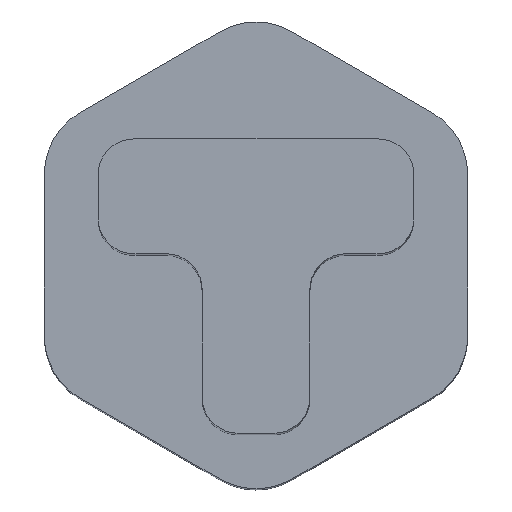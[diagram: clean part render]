
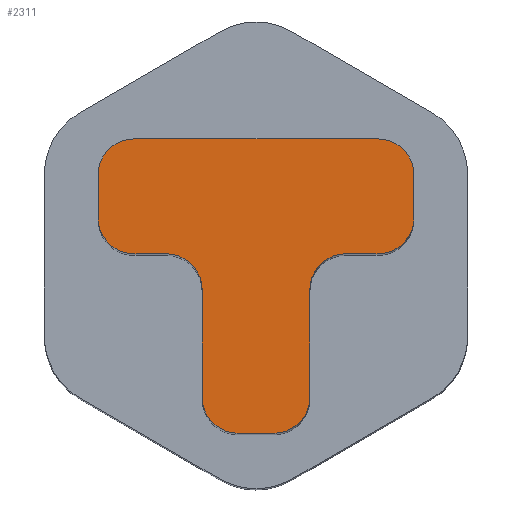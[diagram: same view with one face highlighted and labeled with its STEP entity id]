
A CAD part, top view. The second image highlights one B-rep face of the part: STEP entity #2311.
In plain terms, the highlighted planar face has unit normal (0, 0, 1).
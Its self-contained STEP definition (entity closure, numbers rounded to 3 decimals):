
#1848=AXIS2_PLACEMENT_3D('Circle Axis2P3D',#1846,#1847,$) ;
#1905=AXIS2_PLACEMENT_3D('Circle Axis2P3D',#1903,#1904,$) ;
#1955=AXIS2_PLACEMENT_3D('Circle Axis2P3D',#1953,#1954,$) ;
#2005=AXIS2_PLACEMENT_3D('Circle Axis2P3D',#2003,#2004,$) ;
#2055=AXIS2_PLACEMENT_3D('Circle Axis2P3D',#2053,#2054,$) ;
#2105=AXIS2_PLACEMENT_3D('Circle Axis2P3D',#2103,#2104,$) ;
#2155=AXIS2_PLACEMENT_3D('Circle Axis2P3D',#2153,#2154,$) ;
#2200=AXIS2_PLACEMENT_3D('Circle Axis2P3D',#2198,#2199,$) ;
#2291=AXIS2_PLACEMENT_3D('Plane Axis2P3D',#2288,#2289,#2290) ;
#1846=CARTESIAN_POINT('Axis2P3D Location',(3.2,1.252,28.6)) ;
#1850=CARTESIAN_POINT('Vertex',(3.7,1.252,28.6)) ;
#1852=CARTESIAN_POINT('Vertex',(3.2,0.752,28.6)) ;
#1878=CARTESIAN_POINT('Line Origine',(2.95,0.752,28.6)) ;
#1882=CARTESIAN_POINT('Vertex',(2.7,0.752,28.6)) ;
#1903=CARTESIAN_POINT('Axis2P3D Location',(2.7,1.252,28.6)) ;
#1907=CARTESIAN_POINT('Vertex',(2.2,1.252,28.6)) ;
#1932=CARTESIAN_POINT('Vertex',(2.2,2.752,28.6)) ;
#1935=CARTESIAN_POINT('Line Origine',(2.2,2.002,28.6)) ;
#1953=CARTESIAN_POINT('Axis2P3D Location',(1.7,2.752,28.6)) ;
#1957=CARTESIAN_POINT('Vertex',(1.7,3.252,28.6)) ;
#1982=CARTESIAN_POINT('Vertex',(1.25,3.252,28.6)) ;
#1985=CARTESIAN_POINT('Line Origine',(1.475,3.252,28.6)) ;
#2003=CARTESIAN_POINT('Axis2P3D Location',(1.25,3.752,28.6)) ;
#2007=CARTESIAN_POINT('Vertex',(0.75,3.752,28.6)) ;
#2032=CARTESIAN_POINT('Vertex',(0.75,4.352,28.6)) ;
#2035=CARTESIAN_POINT('Line Origine',(0.75,4.052,28.6)) ;
#2053=CARTESIAN_POINT('Axis2P3D Location',(1.25,4.352,28.6)) ;
#2057=CARTESIAN_POINT('Vertex',(1.25,4.852,28.6)) ;
#2082=CARTESIAN_POINT('Vertex',(4.65,4.852,28.6)) ;
#2085=CARTESIAN_POINT('Line Origine',(2.95,4.852,28.6)) ;
#2103=CARTESIAN_POINT('Axis2P3D Location',(4.65,4.352,28.6)) ;
#2107=CARTESIAN_POINT('Vertex',(5.15,4.352,28.6)) ;
#2132=CARTESIAN_POINT('Vertex',(5.15,3.752,28.6)) ;
#2135=CARTESIAN_POINT('Line Origine',(5.15,4.052,28.6)) ;
#2153=CARTESIAN_POINT('Axis2P3D Location',(4.65,3.752,28.6)) ;
#2157=CARTESIAN_POINT('Vertex',(4.65,3.252,28.6)) ;
#2177=CARTESIAN_POINT('Vertex',(4.2,3.252,28.6)) ;
#2180=CARTESIAN_POINT('Line Origine',(4.425,3.252,28.6)) ;
#2198=CARTESIAN_POINT('Axis2P3D Location',(4.2,2.752,28.6)) ;
#2202=CARTESIAN_POINT('Vertex',(3.7,2.752,28.6)) ;
#2223=CARTESIAN_POINT('Line Origine',(3.7,2.002,28.6)) ;
#2288=CARTESIAN_POINT('Axis2P3D Location',(0.,0.,28.6)) ;
#1847=DIRECTION('Axis2P3D Direction',(0.,0.,1.)) ;
#1879=DIRECTION('Vector Direction',(-1.,0.,0.)) ;
#1904=DIRECTION('Axis2P3D Direction',(0.,0.,1.)) ;
#1936=DIRECTION('Vector Direction',(0.,1.,0.)) ;
#1954=DIRECTION('Axis2P3D Direction',(0.,0.,1.)) ;
#1986=DIRECTION('Vector Direction',(-1.,0.,0.)) ;
#2004=DIRECTION('Axis2P3D Direction',(0.,0.,1.)) ;
#2036=DIRECTION('Vector Direction',(0.,1.,0.)) ;
#2054=DIRECTION('Axis2P3D Direction',(0.,-0.,1.)) ;
#2086=DIRECTION('Vector Direction',(1.,0.,0.)) ;
#2104=DIRECTION('Axis2P3D Direction',(-0.,0.,1.)) ;
#2136=DIRECTION('Vector Direction',(0.,-1.,0.)) ;
#2154=DIRECTION('Axis2P3D Direction',(0.,0.,1.)) ;
#2181=DIRECTION('Vector Direction',(-1.,0.,0.)) ;
#2199=DIRECTION('Axis2P3D Direction',(0.,-0.,1.)) ;
#2224=DIRECTION('Vector Direction',(0.,-1.,0.)) ;
#2289=DIRECTION('Axis2P3D Direction',(0.,0.,1.)) ;
#2290=DIRECTION('Axis2P3D XDirection',(1.,0.,0.)) ;
#1880=VECTOR('Line Direction',#1879,1.) ;
#1937=VECTOR('Line Direction',#1936,1.) ;
#1987=VECTOR('Line Direction',#1986,1.) ;
#2037=VECTOR('Line Direction',#2036,1.) ;
#2087=VECTOR('Line Direction',#2086,1.) ;
#2137=VECTOR('Line Direction',#2136,1.) ;
#2182=VECTOR('Line Direction',#2181,1.) ;
#2225=VECTOR('Line Direction',#2224,1.) ;
#2294=ORIENTED_EDGE('',*,*,#2227,.T.) ;
#2295=ORIENTED_EDGE('',*,*,#2204,.T.) ;
#2296=ORIENTED_EDGE('',*,*,#2184,.T.) ;
#2297=ORIENTED_EDGE('',*,*,#2159,.F.) ;
#2298=ORIENTED_EDGE('',*,*,#2139,.T.) ;
#2299=ORIENTED_EDGE('',*,*,#2109,.F.) ;
#2300=ORIENTED_EDGE('',*,*,#2089,.T.) ;
#2301=ORIENTED_EDGE('',*,*,#2059,.F.) ;
#2302=ORIENTED_EDGE('',*,*,#2039,.T.) ;
#2303=ORIENTED_EDGE('',*,*,#2009,.F.) ;
#2304=ORIENTED_EDGE('',*,*,#1989,.T.) ;
#2305=ORIENTED_EDGE('',*,*,#1959,.T.) ;
#2306=ORIENTED_EDGE('',*,*,#1939,.T.) ;
#2307=ORIENTED_EDGE('',*,*,#1909,.F.) ;
#2308=ORIENTED_EDGE('',*,*,#1884,.T.) ;
#2309=ORIENTED_EDGE('',*,*,#1854,.F.) ;
#2311=ADVANCED_FACE('Hauptkoerper',(#2310),#2292,.T.) ;
#1849=CIRCLE('generated circle',#1848,0.5) ;
#1906=CIRCLE('generated circle',#1905,0.5) ;
#1956=CIRCLE('generated circle',#1955,0.5) ;
#2006=CIRCLE('generated circle',#2005,0.5) ;
#2056=CIRCLE('generated circle',#2055,0.5) ;
#2106=CIRCLE('generated circle',#2105,0.5) ;
#2156=CIRCLE('generated circle',#2155,0.5) ;
#2201=CIRCLE('generated circle',#2200,0.5) ;
#1854=EDGE_CURVE('',#1851,#1853,#1849,.F.) ;
#1884=EDGE_CURVE('',#1883,#1853,#1881,.F.) ;
#1909=EDGE_CURVE('',#1883,#1908,#1906,.F.) ;
#1939=EDGE_CURVE('',#1933,#1908,#1938,.F.) ;
#1959=EDGE_CURVE('',#1958,#1933,#1956,.F.) ;
#1989=EDGE_CURVE('',#1983,#1958,#1988,.F.) ;
#2009=EDGE_CURVE('',#1983,#2008,#2006,.F.) ;
#2039=EDGE_CURVE('',#2033,#2008,#2038,.F.) ;
#2059=EDGE_CURVE('',#2033,#2058,#2056,.F.) ;
#2089=EDGE_CURVE('',#2083,#2058,#2088,.F.) ;
#2109=EDGE_CURVE('',#2083,#2108,#2106,.F.) ;
#2139=EDGE_CURVE('',#2133,#2108,#2138,.F.) ;
#2159=EDGE_CURVE('',#2133,#2158,#2156,.F.) ;
#2184=EDGE_CURVE('',#2178,#2158,#2183,.F.) ;
#2204=EDGE_CURVE('',#2203,#2178,#2201,.F.) ;
#2227=EDGE_CURVE('',#1851,#2203,#2226,.F.) ;
#2293=EDGE_LOOP('',(#2294,#2295,#2296,#2297,#2298,#2299,#2300,#2301,#2302,#2303,#2304,#2305,#2306,#2307,#2308,#2309)) ;
#2310=FACE_OUTER_BOUND('',#2293,.T.) ;
#1881=LINE('Line',#1878,#1880) ;
#1938=LINE('Line',#1935,#1937) ;
#1988=LINE('Line',#1985,#1987) ;
#2038=LINE('Line',#2035,#2037) ;
#2088=LINE('Line',#2085,#2087) ;
#2138=LINE('Line',#2135,#2137) ;
#2183=LINE('Line',#2180,#2182) ;
#2226=LINE('Line',#2223,#2225) ;
#2292=PLANE('',#2291) ;
#1851=VERTEX_POINT('',#1850) ;
#1853=VERTEX_POINT('',#1852) ;
#1883=VERTEX_POINT('',#1882) ;
#1908=VERTEX_POINT('',#1907) ;
#1933=VERTEX_POINT('',#1932) ;
#1958=VERTEX_POINT('',#1957) ;
#1983=VERTEX_POINT('',#1982) ;
#2008=VERTEX_POINT('',#2007) ;
#2033=VERTEX_POINT('',#2032) ;
#2058=VERTEX_POINT('',#2057) ;
#2083=VERTEX_POINT('',#2082) ;
#2108=VERTEX_POINT('',#2107) ;
#2133=VERTEX_POINT('',#2132) ;
#2158=VERTEX_POINT('',#2157) ;
#2178=VERTEX_POINT('',#2177) ;
#2203=VERTEX_POINT('',#2202) ;
